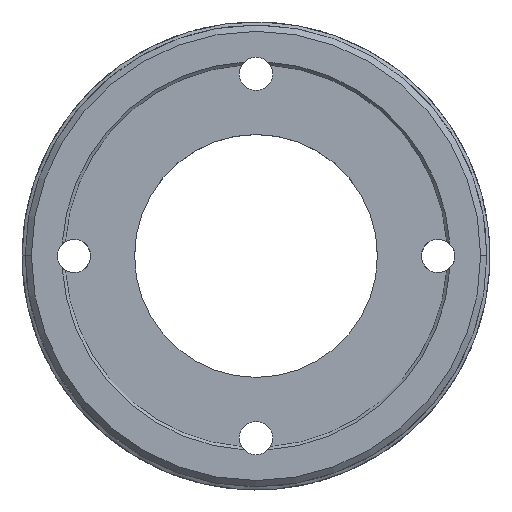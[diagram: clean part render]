
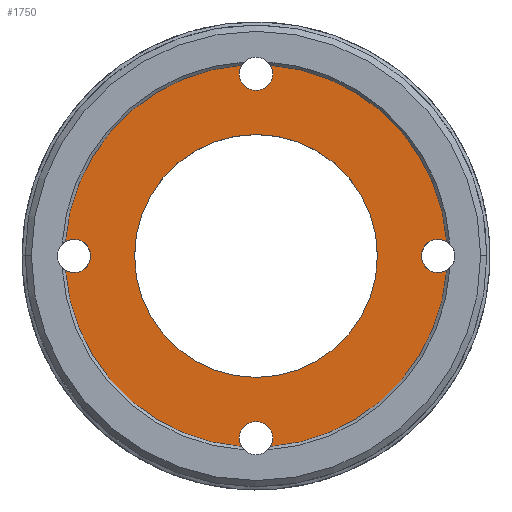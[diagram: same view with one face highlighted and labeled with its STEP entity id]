
A CAD part, top view. The second image highlights one B-rep face of the part: STEP entity #1750.
In plain terms, the highlighted planar face has unit normal (0, 0, 1).
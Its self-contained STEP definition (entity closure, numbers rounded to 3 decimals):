
#2 = CARTESIAN_POINT ( 'NONE',  ( -30., 0., 9. ) ) ;
#18 = CARTESIAN_POINT ( 'NONE',  ( 27.25, 0., 9. ) ) ;
#22 = AXIS2_PLACEMENT_3D ( 'NONE', #2066, #1163, #1405 ) ;
#49 = CARTESIAN_POINT ( 'NONE',  ( 0., 0., 9. ) ) ;
#59 = ORIENTED_EDGE ( 'NONE', *, *, #249, .F. ) ;
#81 = DIRECTION ( 'NONE',  ( 1., 0., 0. ) ) ;
#84 = CARTESIAN_POINT ( 'NONE',  ( 0., -30., 9. ) ) ;
#92 = CARTESIAN_POINT ( 'NONE',  ( 20., 0., 9. ) ) ;
#99 = ORIENTED_EDGE ( 'NONE', *, *, #2437, .F. ) ;
#120 = CARTESIAN_POINT ( 'NONE',  ( -27.25, 0., 9. ) ) ;
#133 = EDGE_CURVE ( 'NONE', #1876, #493, #209, .T. ) ;
#138 = EDGE_CURVE ( 'NONE', #1589, #305, #2171, .T. ) ;
#158 = CARTESIAN_POINT ( 'NONE',  ( 31.411, 2.36, 9. ) ) ;
#185 = ORIENTED_EDGE ( 'NONE', *, *, #991, .F. ) ;
#209 = CIRCLE ( 'NONE', #1807, 31.5 ) ;
#238 = DIRECTION ( 'NONE',  ( 1., 0., 0. ) ) ;
#246 = DIRECTION ( 'NONE',  ( 0., 0., 1. ) ) ;
#249 = EDGE_CURVE ( 'NONE', #424, #852, #2500, .T. ) ;
#250 = DIRECTION ( 'NONE',  ( 0., 0., 1. ) ) ;
#278 = EDGE_CURVE ( 'NONE', #796, #2191, #674, .T. ) ;
#305 = VERTEX_POINT ( 'NONE', #610 ) ;
#321 = VERTEX_POINT ( 'NONE', #2607 ) ;
#337 = EDGE_CURVE ( 'NONE', #2100, #389, #720, .T. ) ;
#382 = CARTESIAN_POINT ( 'NONE',  ( -30., 0., 9. ) ) ;
#389 = VERTEX_POINT ( 'NONE', #1909 ) ;
#411 = VERTEX_POINT ( 'NONE', #1966 ) ;
#424 = VERTEX_POINT ( 'NONE', #18 ) ;
#429 = DIRECTION ( 'NONE',  ( 0., 0., 1. ) ) ;
#434 = EDGE_CURVE ( 'NONE', #796, #411, #1116, .T. ) ;
#446 = DIRECTION ( 'NONE',  ( 0., 0., 1. ) ) ;
#471 = DIRECTION ( 'NONE',  ( 0., 0., 1. ) ) ;
#472 = FACE_OUTER_BOUND ( 'NONE', #1068, .T. ) ;
#493 = VERTEX_POINT ( 'NONE', #693 ) ;
#508 = AXIS2_PLACEMENT_3D ( 'NONE', #1343, #907, #878 ) ;
#586 = AXIS2_PLACEMENT_3D ( 'NONE', #2504, #921, #81 ) ;
#610 = CARTESIAN_POINT ( 'NONE',  ( -2.75, -30., 9. ) ) ;
#626 = CIRCLE ( 'NONE', #2645, 31.5 ) ;
#633 = ORIENTED_EDGE ( 'NONE', *, *, #2658, .F. ) ;
#674 = CIRCLE ( 'NONE', #1950, 2.75 ) ;
#693 = CARTESIAN_POINT ( 'NONE',  ( -2.36, -31.411, 9. ) ) ;
#703 = ORIENTED_EDGE ( 'NONE', *, *, #2678, .F. ) ;
#720 = CIRCLE ( 'NONE', #1682, 20. ) ;
#743 = CARTESIAN_POINT ( 'NONE',  ( -2.75, 30., 9. ) ) ;
#747 = CARTESIAN_POINT ( 'NONE',  ( 2.36, 31.411, 9. ) ) ;
#753 = EDGE_LOOP ( 'NONE', ( #2088, #2288 ) ) ;
#758 = CIRCLE ( 'NONE', #22, 31.5 ) ;
#796 = VERTEX_POINT ( 'NONE', #2794 ) ;
#801 = CARTESIAN_POINT ( 'NONE',  ( 0., 0., 9. ) ) ;
#807 = CARTESIAN_POINT ( 'NONE',  ( 0., 0., 9. ) ) ;
#814 = DIRECTION ( 'NONE',  ( 1., 0., 0. ) ) ;
#824 = CARTESIAN_POINT ( 'NONE',  ( 31.411, -2.36, 9. ) ) ;
#834 = VERTEX_POINT ( 'NONE', #158 ) ;
#852 = VERTEX_POINT ( 'NONE', #824 ) ;
#855 = CARTESIAN_POINT ( 'NONE',  ( 30., 0., 9. ) ) ;
#861 = DIRECTION ( 'NONE',  ( 0., 0., 1. ) ) ;
#875 = ORIENTED_EDGE ( 'NONE', *, *, #278, .F. ) ;
#878 = DIRECTION ( 'NONE',  ( 1., 0., 0. ) ) ;
#907 = DIRECTION ( 'NONE',  ( 0., 0., 1. ) ) ;
#921 = DIRECTION ( 'NONE',  ( 0., 0., 1. ) ) ;
#936 = AXIS2_PLACEMENT_3D ( 'NONE', #84, #1788, #955 ) ;
#945 = AXIS2_PLACEMENT_3D ( 'NONE', #382, #1657, #1869 ) ;
#952 = CARTESIAN_POINT ( 'NONE',  ( 0., -30., 9. ) ) ;
#955 = DIRECTION ( 'NONE',  ( 1., 0., 0. ) ) ;
#991 = EDGE_CURVE ( 'NONE', #321, #1589, #2019, .T. ) ;
#1039 = DIRECTION ( 'NONE',  ( 1., 0., 0. ) ) ;
#1068 = EDGE_LOOP ( 'NONE', ( #1251, #99, #2556, #1501, #703, #2628, #185, #1472, #59, #633, #2396, #1545, #1874, #875 ) ) ;
#1074 = DIRECTION ( 'NONE',  ( 0., 0., 1. ) ) ;
#1099 = DIRECTION ( 'NONE',  ( 1., 0., 0. ) ) ;
#1116 = CIRCLE ( 'NONE', #2376, 31.5 ) ;
#1163 = DIRECTION ( 'NONE',  ( 0., 0., 1. ) ) ;
#1196 = EDGE_CURVE ( 'NONE', #389, #2100, #1358, .T. ) ;
#1225 = CIRCLE ( 'NONE', #508, 2.75 ) ;
#1251 = ORIENTED_EDGE ( 'NONE', *, *, #434, .T. ) ;
#1254 = VERTEX_POINT ( 'NONE', #747 ) ;
#1260 = CIRCLE ( 'NONE', #2364, 2.75 ) ;
#1262 = DIRECTION ( 'NONE',  ( 0., 0., 1. ) ) ;
#1292 = DIRECTION ( 'NONE',  ( 1., 0., 0. ) ) ;
#1306 = DIRECTION ( 'NONE',  ( 1., 0., 0. ) ) ;
#1343 = CARTESIAN_POINT ( 'NONE',  ( 0., 30., 9. ) ) ;
#1358 = CIRCLE ( 'NONE', #1730, 20. ) ;
#1364 = DIRECTION ( 'NONE',  ( 1., 0., 0. ) ) ;
#1371 = DIRECTION ( 'NONE',  ( 0., 0., 1. ) ) ;
#1386 = CARTESIAN_POINT ( 'NONE',  ( 0., -30., 9. ) ) ;
#1405 = DIRECTION ( 'NONE',  ( 1., 0., 0. ) ) ;
#1438 = EDGE_CURVE ( 'NONE', #321, #852, #626, .T. ) ;
#1449 = CARTESIAN_POINT ( 'NONE',  ( 0., 30., 9. ) ) ;
#1472 = ORIENTED_EDGE ( 'NONE', *, *, #1438, .T. ) ;
#1501 = ORIENTED_EDGE ( 'NONE', *, *, #133, .T. ) ;
#1526 = AXIS2_PLACEMENT_3D ( 'NONE', #2, #246, #1099 ) ;
#1529 = AXIS2_PLACEMENT_3D ( 'NONE', #855, #1262, #1685 ) ;
#1545 = ORIENTED_EDGE ( 'NONE', *, *, #1653, .F. ) ;
#1574 = CIRCLE ( 'NONE', #2541, 2.75 ) ;
#1589 = VERTEX_POINT ( 'NONE', #1625 ) ;
#1625 = CARTESIAN_POINT ( 'NONE',  ( 2.75, -30., 9. ) ) ;
#1653 = EDGE_CURVE ( 'NONE', #2293, #1254, #1225, .T. ) ;
#1657 = DIRECTION ( 'NONE',  ( 0., 0., 1. ) ) ;
#1682 = AXIS2_PLACEMENT_3D ( 'NONE', #1714, #1074, #814 ) ;
#1685 = DIRECTION ( 'NONE',  ( 1., 0., 0. ) ) ;
#1714 = CARTESIAN_POINT ( 'NONE',  ( 0., 0., 9. ) ) ;
#1726 = CIRCLE ( 'NONE', #586, 2.75 ) ;
#1730 = AXIS2_PLACEMENT_3D ( 'NONE', #807, #861, #1039 ) ;
#1750 = ADVANCED_FACE ( 'NONE', ( #1794, #472 ), #2007, .T. ) ;
#1788 = DIRECTION ( 'NONE',  ( 0., 0., 1. ) ) ;
#1794 = FACE_BOUND ( 'NONE', #753, .T. ) ;
#1807 = AXIS2_PLACEMENT_3D ( 'NONE', #801, #1371, #2533 ) ;
#1817 = CIRCLE ( 'NONE', #945, 2.75 ) ;
#1829 = DIRECTION ( 'NONE',  ( 1., 0., 0. ) ) ;
#1859 = EDGE_CURVE ( 'NONE', #2191, #2293, #1574, .T. ) ;
#1869 = DIRECTION ( 'NONE',  ( 1., 0., 0. ) ) ;
#1874 = ORIENTED_EDGE ( 'NONE', *, *, #1859, .F. ) ;
#1876 = VERTEX_POINT ( 'NONE', #2667 ) ;
#1909 = CARTESIAN_POINT ( 'NONE',  ( -20., 0., 9. ) ) ;
#1950 = AXIS2_PLACEMENT_3D ( 'NONE', #1449, #429, #1292 ) ;
#1966 = CARTESIAN_POINT ( 'NONE',  ( -31.411, 2.36, 9. ) ) ;
#2003 = EDGE_CURVE ( 'NONE', #834, #1254, #758, .T. ) ;
#2007 = PLANE ( 'NONE',  #2055 ) ;
#2019 = CIRCLE ( 'NONE', #2111, 2.75 ) ;
#2055 = AXIS2_PLACEMENT_3D ( 'NONE', #2193, #446, #238 ) ;
#2066 = CARTESIAN_POINT ( 'NONE',  ( 0., 0., 9. ) ) ;
#2069 = DIRECTION ( 'NONE',  ( 0., 0., 1. ) ) ;
#2088 = ORIENTED_EDGE ( 'NONE', *, *, #1196, .F. ) ;
#2100 = VERTEX_POINT ( 'NONE', #92 ) ;
#2106 = CARTESIAN_POINT ( 'NONE',  ( 2.75, 30., 9. ) ) ;
#2111 = AXIS2_PLACEMENT_3D ( 'NONE', #1386, #2538, #2525 ) ;
#2171 = CIRCLE ( 'NONE', #936, 2.75 ) ;
#2191 = VERTEX_POINT ( 'NONE', #743 ) ;
#2193 = CARTESIAN_POINT ( 'NONE',  ( 0., 0., 9. ) ) ;
#2288 = ORIENTED_EDGE ( 'NONE', *, *, #337, .F. ) ;
#2293 = VERTEX_POINT ( 'NONE', #2106 ) ;
#2364 = AXIS2_PLACEMENT_3D ( 'NONE', #952, #2069, #1829 ) ;
#2376 = AXIS2_PLACEMENT_3D ( 'NONE', #2666, #471, #1364 ) ;
#2396 = ORIENTED_EDGE ( 'NONE', *, *, #2003, .T. ) ;
#2398 = DIRECTION ( 'NONE',  ( 1., 0., 0. ) ) ;
#2437 = EDGE_CURVE ( 'NONE', #2793, #411, #2776, .T. ) ;
#2443 = DIRECTION ( 'NONE',  ( 0., 0., 1. ) ) ;
#2500 = CIRCLE ( 'NONE', #1529, 2.75 ) ;
#2504 = CARTESIAN_POINT ( 'NONE',  ( 30., 0., 9. ) ) ;
#2525 = DIRECTION ( 'NONE',  ( 1., 0., 0. ) ) ;
#2533 = DIRECTION ( 'NONE',  ( 1., 0., 0. ) ) ;
#2538 = DIRECTION ( 'NONE',  ( 0., 0., 1. ) ) ;
#2541 = AXIS2_PLACEMENT_3D ( 'NONE', #2652, #250, #2398 ) ;
#2556 = ORIENTED_EDGE ( 'NONE', *, *, #2813, .F. ) ;
#2607 = CARTESIAN_POINT ( 'NONE',  ( 2.36, -31.411, 9. ) ) ;
#2628 = ORIENTED_EDGE ( 'NONE', *, *, #138, .F. ) ;
#2645 = AXIS2_PLACEMENT_3D ( 'NONE', #49, #2443, #1306 ) ;
#2652 = CARTESIAN_POINT ( 'NONE',  ( 0., 30., 9. ) ) ;
#2658 = EDGE_CURVE ( 'NONE', #834, #424, #1726, .T. ) ;
#2666 = CARTESIAN_POINT ( 'NONE',  ( 0., 0., 9. ) ) ;
#2667 = CARTESIAN_POINT ( 'NONE',  ( -31.411, -2.36, 9. ) ) ;
#2678 = EDGE_CURVE ( 'NONE', #305, #493, #1260, .T. ) ;
#2776 = CIRCLE ( 'NONE', #1526, 2.75 ) ;
#2793 = VERTEX_POINT ( 'NONE', #120 ) ;
#2794 = CARTESIAN_POINT ( 'NONE',  ( -2.36, 31.411, 9. ) ) ;
#2813 = EDGE_CURVE ( 'NONE', #1876, #2793, #1817, .T. ) ;
